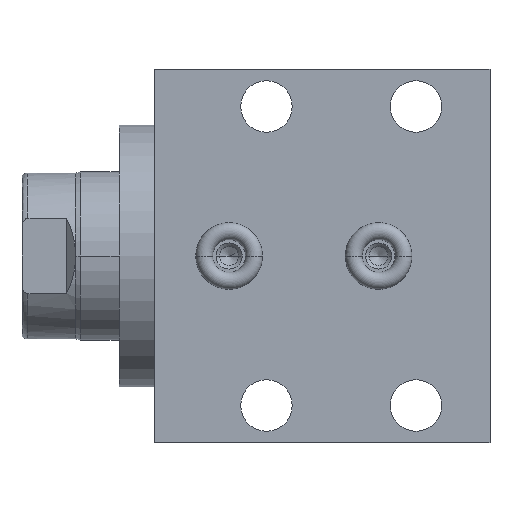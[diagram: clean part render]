
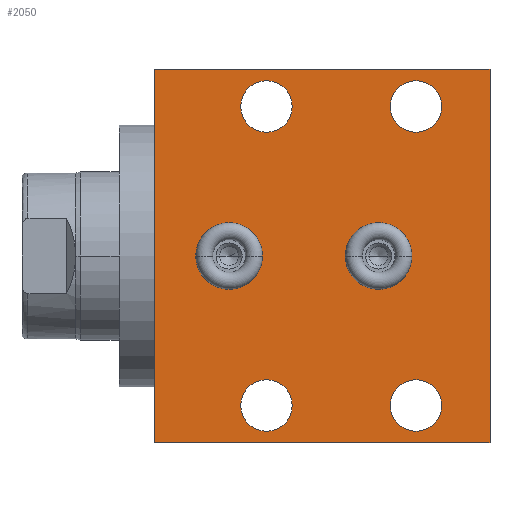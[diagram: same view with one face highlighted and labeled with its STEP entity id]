
A CAD part, front view. The second image highlights one B-rep face of the part: STEP entity #2050.
In plain terms, the highlighted planar face has unit normal (0, -1, 0).
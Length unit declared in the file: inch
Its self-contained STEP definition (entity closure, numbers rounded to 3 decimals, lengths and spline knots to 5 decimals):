
#26=DIRECTION('',(0.,0.,-1.));
#27=VECTOR('',#26,2.5);
#28=CARTESIAN_POINT('',(0.,-1.,1.25));
#29=LINE('',#28,#27);
#353=DIRECTION('',(1.,0.,0.));
#354=VECTOR('',#353,2.245);
#355=CARTESIAN_POINT('',(0.,-1.,1.25));
#356=LINE('',#355,#354);
#360=CARTESIAN_POINT('',(0.75,-1.,-1.));
#361=DIRECTION('',(0.,-1.,0.));
#362=DIRECTION('',(1.,0.,0.));
#363=AXIS2_PLACEMENT_3D('',#360,#361,#362);
#368=CARTESIAN_POINT('',(0.75,-1.,-1.));
#369=DIRECTION('',(0.,-1.,0.));
#370=DIRECTION('',(-1.,0.,0.));
#371=AXIS2_PLACEMENT_3D('',#368,#369,#370);
#376=CARTESIAN_POINT('',(1.75,-1.,-1.));
#377=DIRECTION('',(0.,-1.,0.));
#378=DIRECTION('',(1.,0.,0.));
#379=AXIS2_PLACEMENT_3D('',#376,#377,#378);
#384=CARTESIAN_POINT('',(1.75,-1.,-1.));
#385=DIRECTION('',(0.,-1.,0.));
#386=DIRECTION('',(-1.,0.,0.));
#387=AXIS2_PLACEMENT_3D('',#384,#385,#386);
#392=CARTESIAN_POINT('',(0.75,-1.,1.));
#393=DIRECTION('',(0.,-1.,0.));
#394=DIRECTION('',(1.,0.,0.));
#395=AXIS2_PLACEMENT_3D('',#392,#393,#394);
#400=CARTESIAN_POINT('',(0.75,-1.,1.));
#401=DIRECTION('',(0.,-1.,0.));
#402=DIRECTION('',(-1.,0.,0.));
#403=AXIS2_PLACEMENT_3D('',#400,#401,#402);
#408=CARTESIAN_POINT('',(1.75,-1.,1.));
#409=DIRECTION('',(0.,-1.,0.));
#410=DIRECTION('',(1.,0.,0.));
#411=AXIS2_PLACEMENT_3D('',#408,#409,#410);
#416=CARTESIAN_POINT('',(1.75,-1.,1.));
#417=DIRECTION('',(0.,-1.,0.));
#418=DIRECTION('',(-1.,0.,0.));
#419=AXIS2_PLACEMENT_3D('',#416,#417,#418);
#424=CARTESIAN_POINT('',(0.5,-1.,0.));
#425=DIRECTION('',(0.,1.,0.));
#426=DIRECTION('',(-1.,0.,0.));
#427=AXIS2_PLACEMENT_3D('',#424,#425,#426);
#432=CARTESIAN_POINT('',(0.5,-1.,0.));
#433=DIRECTION('',(0.,1.,0.));
#434=DIRECTION('',(1.,0.,0.));
#435=AXIS2_PLACEMENT_3D('',#432,#433,#434);
#440=CARTESIAN_POINT('',(1.5,-1.,0.));
#441=DIRECTION('',(0.,1.,0.));
#442=DIRECTION('',(-1.,0.,0.));
#443=AXIS2_PLACEMENT_3D('',#440,#441,#442);
#448=CARTESIAN_POINT('',(1.5,-1.,0.));
#449=DIRECTION('',(0.,1.,0.));
#450=DIRECTION('',(1.,0.,0.));
#451=AXIS2_PLACEMENT_3D('',#448,#449,#450);
#477=DIRECTION('',(0.,0.,-1.));
#478=VECTOR('',#477,2.5);
#479=CARTESIAN_POINT('',(2.245,-1.,1.25));
#480=LINE('',#479,#478);
#535=DIRECTION('',(1.,0.,0.));
#536=VECTOR('',#535,2.245);
#537=CARTESIAN_POINT('',(0.,-1.,-1.25));
#538=LINE('',#537,#536);
#1516=CARTESIAN_POINT('',(0.,-1.,1.25));
#1518=VERTEX_POINT('',#1516);
#1519=CARTESIAN_POINT('',(0.,-1.,-1.25));
#1520=VERTEX_POINT('',#1519);
#1524=CARTESIAN_POINT('',(2.245,-1.,1.25));
#1526=VERTEX_POINT('',#1524);
#1527=CARTESIAN_POINT('',(2.245,-1.,-1.25));
#1528=VERTEX_POINT('',#1527);
#1531=CARTESIAN_POINT('',(0.922,-1.,-1.));
#1532=CARTESIAN_POINT('',(0.578,-1.,-1.));
#1533=VERTEX_POINT('',#1531);
#1534=VERTEX_POINT('',#1532);
#1656=CARTESIAN_POINT('',(1.922,-1.,-1.));
#1657=CARTESIAN_POINT('',(1.578,-1.,-1.));
#1658=VERTEX_POINT('',#1656);
#1659=VERTEX_POINT('',#1657);
#1660=CARTESIAN_POINT('',(0.922,-1.,1.));
#1661=CARTESIAN_POINT('',(0.578,-1.,1.));
#1662=VERTEX_POINT('',#1660);
#1663=VERTEX_POINT('',#1661);
#1664=CARTESIAN_POINT('',(1.922,-1.,1.));
#1665=CARTESIAN_POINT('',(1.578,-1.,1.));
#1666=VERTEX_POINT('',#1664);
#1667=VERTEX_POINT('',#1665);
#1732=CARTESIAN_POINT('',(0.27675,-1.,0.));
#1733=CARTESIAN_POINT('',(0.72325,-1.,0.));
#1734=VERTEX_POINT('',#1732);
#1735=VERTEX_POINT('',#1733);
#1744=CARTESIAN_POINT('',(1.27675,-1.,0.));
#1745=CARTESIAN_POINT('',(1.72325,-1.,0.));
#1746=VERTEX_POINT('',#1744);
#1747=VERTEX_POINT('',#1745);
#2003=CARTESIAN_POINT('',(0.,-1.,1.25));
#2004=DIRECTION('',(0.,-1.,0.));
#2005=DIRECTION('',(0.,0.,-1.));
#2006=AXIS2_PLACEMENT_3D('',#2003,#2004,#2005);
#2007=PLANE('',#2006);
#2008=ORIENTED_EDGE('',*,*,#1767,.F.);
#2009=ORIENTED_EDGE('',*,*,#1795,.T.);
#2011=ORIENTED_EDGE('',*,*,#2010,.T.);
#2013=ORIENTED_EDGE('',*,*,#2012,.F.);
#2014=EDGE_LOOP('',(#2008,#2009,#2011,#2013));
#2015=FACE_OUTER_BOUND('',#2014,.F.);
#2017=ORIENTED_EDGE('',*,*,#2016,.T.);
#2019=ORIENTED_EDGE('',*,*,#2018,.T.);
#2020=EDGE_LOOP('',(#2017,#2019));
#2021=FACE_BOUND('',#2020,.F.);
#2023=ORIENTED_EDGE('',*,*,#2022,.T.);
#2025=ORIENTED_EDGE('',*,*,#2024,.T.);
#2026=EDGE_LOOP('',(#2023,#2025));
#2027=FACE_BOUND('',#2026,.F.);
#2028=ORIENTED_EDGE('',*,*,#1983,.T.);
#2029=ORIENTED_EDGE('',*,*,#1997,.T.);
#2030=EDGE_LOOP('',(#2028,#2029));
#2031=FACE_BOUND('',#2030,.F.);
#2033=ORIENTED_EDGE('',*,*,#2032,.T.);
#2035=ORIENTED_EDGE('',*,*,#2034,.T.);
#2036=EDGE_LOOP('',(#2033,#2035));
#2037=FACE_BOUND('',#2036,.F.);
#2039=ORIENTED_EDGE('',*,*,#2038,.F.);
#2041=ORIENTED_EDGE('',*,*,#2040,.F.);
#2042=EDGE_LOOP('',(#2039,#2041));
#2043=FACE_BOUND('',#2042,.F.);
#2045=ORIENTED_EDGE('',*,*,#2044,.F.);
#2047=ORIENTED_EDGE('',*,*,#2046,.F.);
#2048=EDGE_LOOP('',(#2045,#2047));
#2049=FACE_BOUND('',#2048,.F.);
#364=CIRCLE('',#363,0.172);
#372=CIRCLE('',#371,0.172);
#380=CIRCLE('',#379,0.172);
#388=CIRCLE('',#387,0.172);
#396=CIRCLE('',#395,0.172);
#404=CIRCLE('',#403,0.172);
#412=CIRCLE('',#411,0.172);
#420=CIRCLE('',#419,0.172);
#428=CIRCLE('',#427,0.22325);
#436=CIRCLE('',#435,0.22325);
#444=CIRCLE('',#443,0.22325);
#452=CIRCLE('',#451,0.22325);
#1767=EDGE_CURVE('',#1518,#1520,#29,.T.);
#1795=EDGE_CURVE('',#1518,#1526,#356,.T.);
#1983=EDGE_CURVE('',#1662,#1663,#396,.T.);
#1997=EDGE_CURVE('',#1663,#1662,#404,.T.);
#2010=EDGE_CURVE('',#1526,#1528,#480,.T.);
#2012=EDGE_CURVE('',#1520,#1528,#538,.T.);
#2016=EDGE_CURVE('',#1533,#1534,#364,.T.);
#2018=EDGE_CURVE('',#1534,#1533,#372,.T.);
#2022=EDGE_CURVE('',#1658,#1659,#380,.T.);
#2024=EDGE_CURVE('',#1659,#1658,#388,.T.);
#2032=EDGE_CURVE('',#1666,#1667,#412,.T.);
#2034=EDGE_CURVE('',#1667,#1666,#420,.T.);
#2038=EDGE_CURVE('',#1734,#1735,#428,.T.);
#2040=EDGE_CURVE('',#1735,#1734,#436,.T.);
#2044=EDGE_CURVE('',#1746,#1747,#444,.T.);
#2046=EDGE_CURVE('',#1747,#1746,#452,.T.);
#2050=ADVANCED_FACE('',(#2015,#2021,#2027,#2031,#2037,#2043,#2049),#2007,.T.);
